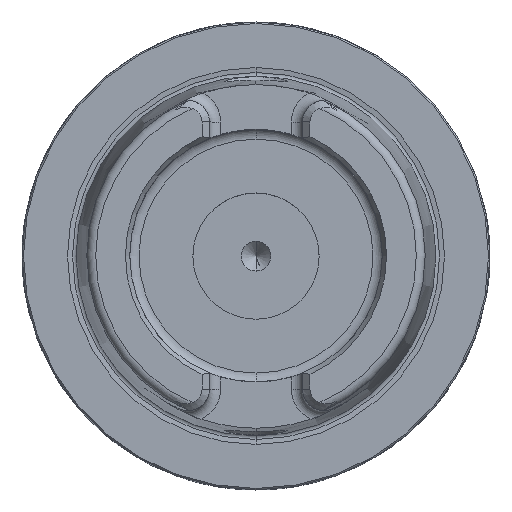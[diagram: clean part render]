
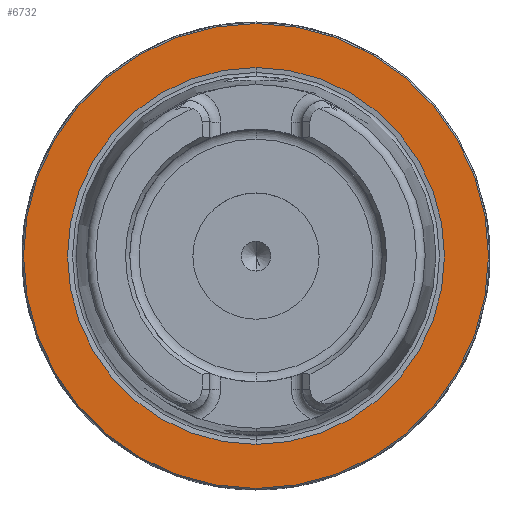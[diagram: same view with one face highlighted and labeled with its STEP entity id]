
A CAD part, top view. The second image highlights one B-rep face of the part: STEP entity #6732.
In plain terms, the highlighted planar face has unit normal (0, 0, 1).
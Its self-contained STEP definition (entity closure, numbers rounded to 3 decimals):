
#2116=CARTESIAN_POINT('',(0.,0.,0.));
#2117=DIRECTION('',(0.,0.,-1.));
#2118=DIRECTION('',(0.,-1.,0.));
#2119=AXIS2_PLACEMENT_3D('',#2116,#2117,#2118);
#2146=CARTESIAN_POINT('',(0.,0.,0.));
#2147=DIRECTION('',(0.,0.,-1.));
#2148=DIRECTION('',(0.,-1.,0.));
#2149=AXIS2_PLACEMENT_3D('',#2146,#2147,#2148);
#2168=CARTESIAN_POINT('',(0.,0.,0.));
#2169=DIRECTION('',(0.,0.,1.));
#2170=DIRECTION('',(0.,-1.,0.));
#2171=AXIS2_PLACEMENT_3D('',#2168,#2169,#2170);
#4750=CARTESIAN_POINT('',(0.,0.,0.));
#4751=DIRECTION('',(0.,0.,1.));
#4752=DIRECTION('',(0.,-1.,0.));
#4753=AXIS2_PLACEMENT_3D('',#4750,#4751,#4752);
#4933=CARTESIAN_POINT('',(0.,-25.374,0.));
#4935=VERTEX_POINT('',#4933);
#4945=CARTESIAN_POINT('',(0.,25.374,0.));
#4947=VERTEX_POINT('',#4945);
#5225=CARTESIAN_POINT('',(0.,-31.3,0.));
#5226=CARTESIAN_POINT('',(0.,31.3,0.));
#5227=VERTEX_POINT('',#5225);
#5228=VERTEX_POINT('',#5226);
#6716=CARTESIAN_POINT('',(0.,0.,0.));
#6717=DIRECTION('',(0.,0.,-1.));
#6718=DIRECTION('',(0.,1.,0.));
#6719=AXIS2_PLACEMENT_3D('',#6716,#6717,#6718);
#6720=PLANE('',#6719);
#6722=ORIENTED_EDGE('',*,*,#6721,.F.);
#6723=ORIENTED_EDGE('',*,*,#6706,.T.);
#6724=EDGE_LOOP('',(#6722,#6723));
#6725=FACE_OUTER_BOUND('',#6724,.F.);
#6727=ORIENTED_EDGE('',*,*,#6726,.F.);
#6729=ORIENTED_EDGE('',*,*,#6728,.T.);
#6730=EDGE_LOOP('',(#6727,#6729));
#6731=FACE_BOUND('',#6730,.F.);
#2120=CIRCLE('',#2119,31.3);
#2150=CIRCLE('',#2149,25.374);
#2172=CIRCLE('',#2171,25.374);
#4754=CIRCLE('',#4753,31.3);
#6706=EDGE_CURVE('',#5227,#5228,#2120,.T.);
#6721=EDGE_CURVE('',#5227,#5228,#4754,.T.);
#6726=EDGE_CURVE('',#4935,#4947,#2150,.T.);
#6728=EDGE_CURVE('',#4935,#4947,#2172,.T.);
#6732=ADVANCED_FACE('',(#6725,#6731),#6720,.F.);
